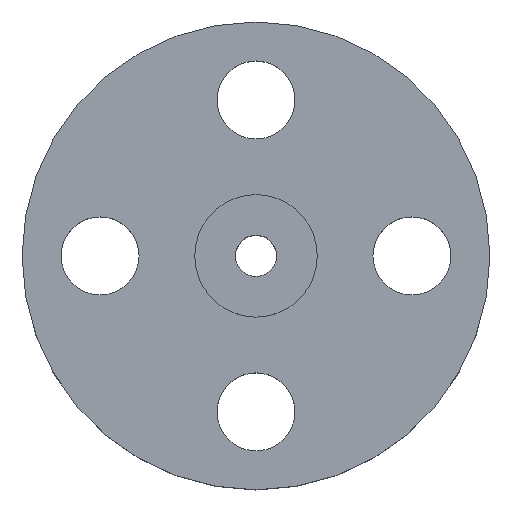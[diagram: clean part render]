
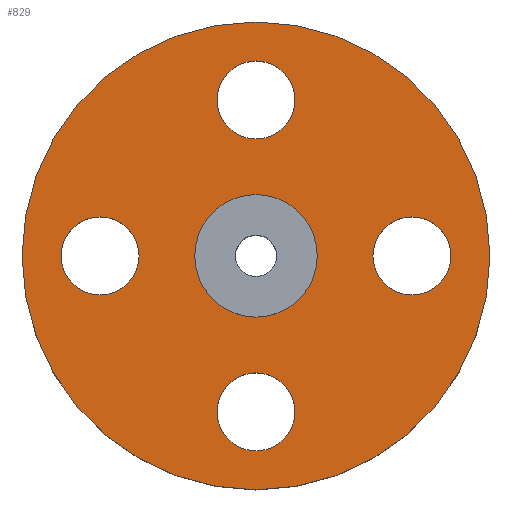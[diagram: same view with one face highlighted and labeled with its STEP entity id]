
A CAD part, top view. The second image highlights one B-rep face of the part: STEP entity #829.
In plain terms, the highlighted planar face has unit normal (0, 0, 1).
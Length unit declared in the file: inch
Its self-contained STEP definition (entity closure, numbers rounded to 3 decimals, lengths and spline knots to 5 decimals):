
#1 = DIRECTION ( 'NONE',  ( 0., 0., -1. ) ) ;
#8 = ORIENTED_EDGE ( 'NONE', *, *, #221, .F. ) ;
#21 = ORIENTED_EDGE ( 'NONE', *, *, #532, .F. ) ;
#22 = ORIENTED_EDGE ( 'NONE', *, *, #318, .T. ) ;
#33 = EDGE_CURVE ( 'NONE', #293, #219, #453, .T. ) ;
#39 = AXIS2_PLACEMENT_3D ( 'NONE', #177, #446, #836 ) ;
#51 = AXIS2_PLACEMENT_3D ( 'NONE', #77, #348, #639 ) ;
#53 = DIRECTION ( 'NONE',  ( -1., 0., 0. ) ) ;
#56 = EDGE_LOOP ( 'NONE', ( #395, #541 ) ) ;
#64 = DIRECTION ( 'NONE',  ( 1., 0., 0. ) ) ;
#72 = DIRECTION ( 'NONE',  ( 1., 0., 0. ) ) ;
#77 = CARTESIAN_POINT ( 'NONE',  ( -1.75, 0., -0.25 ) ) ;
#85 = VERTEX_POINT ( 'NONE', #278 ) ;
#94 = EDGE_CURVE ( 'NONE', #186, #695, #284, .T. ) ;
#99 = CARTESIAN_POINT ( 'NONE',  ( -0.6875, 0., -0.25 ) ) ;
#104 = DIRECTION ( 'NONE',  ( 0., 0., 1. ) ) ;
#113 = EDGE_CURVE ( 'NONE', #159, #204, #266, .T. ) ;
#121 = FACE_BOUND ( 'NONE', #168, .T. ) ;
#134 = CARTESIAN_POINT ( 'NONE',  ( 0., 0., -0.25 ) ) ;
#140 = ORIENTED_EDGE ( 'NONE', *, *, #33, .F. ) ;
#141 = EDGE_LOOP ( 'NONE', ( #682, #560 ) ) ;
#159 = VERTEX_POINT ( 'NONE', #99 ) ;
#168 = EDGE_LOOP ( 'NONE', ( #21, #760 ) ) ;
#173 = CIRCLE ( 'NONE', #472, 0.4375 ) ;
#174 = ORIENTED_EDGE ( 'NONE', *, *, #229, .T. ) ;
#177 = CARTESIAN_POINT ( 'NONE',  ( 1.75, 0., -0.25 ) ) ;
#179 = DIRECTION ( 'NONE',  ( 0., 0., 1. ) ) ;
#186 = VERTEX_POINT ( 'NONE', #580 ) ;
#194 = EDGE_LOOP ( 'NONE', ( #277, #140 ) ) ;
#203 = DIRECTION ( 'NONE',  ( 0., 0., 1. ) ) ;
#204 = VERTEX_POINT ( 'NONE', #655 ) ;
#213 = DIRECTION ( 'NONE',  ( 0., -1., 0. ) ) ;
#215 = EDGE_CURVE ( 'NONE', #698, #689, #386, .T. ) ;
#219 = VERTEX_POINT ( 'NONE', #382 ) ;
#221 = EDGE_CURVE ( 'NONE', #689, #698, #811, .T. ) ;
#229 = EDGE_CURVE ( 'NONE', #820, #701, #731, .T. ) ;
#252 = CARTESIAN_POINT ( 'NONE',  ( -1.75, 0., -0.25 ) ) ;
#266 = CIRCLE ( 'NONE', #759, 0.6875 ) ;
#268 = AXIS2_PLACEMENT_3D ( 'NONE', #739, #325, #598 ) ;
#272 = DIRECTION ( 'NONE',  ( 0., 0., 1. ) ) ;
#277 = ORIENTED_EDGE ( 'NONE', *, *, #675, .F. ) ;
#278 = CARTESIAN_POINT ( 'NONE',  ( 0.4375, 1.75, -0.25 ) ) ;
#282 = AXIS2_PLACEMENT_3D ( 'NONE', #629, #272, #752 ) ;
#284 = CIRCLE ( 'NONE', #51, 0.4375 ) ;
#293 = VERTEX_POINT ( 'NONE', #670 ) ;
#295 = DIRECTION ( 'NONE',  ( 1., 0., 0. ) ) ;
#318 = EDGE_CURVE ( 'NONE', #701, #820, #413, .T. ) ;
#324 = FACE_OUTER_BOUND ( 'NONE', #806, .T. ) ;
#325 = DIRECTION ( 'NONE',  ( 0., 0., 1. ) ) ;
#330 = DIRECTION ( 'NONE',  ( 0., 0., 1. ) ) ;
#336 = DIRECTION ( 'NONE',  ( 0., 0., 1. ) ) ;
#339 = DIRECTION ( 'NONE',  ( 0., 0., 1. ) ) ;
#344 = CIRCLE ( 'NONE', #744, 0.4375 ) ;
#348 = DIRECTION ( 'NONE',  ( 0., 0., 1. ) ) ;
#370 = EDGE_CURVE ( 'NONE', #85, #447, #344, .T. ) ;
#373 = CIRCLE ( 'NONE', #268, 0.4375 ) ;
#382 = CARTESIAN_POINT ( 'NONE',  ( 0.4375, -1.75, -0.25 ) ) ;
#384 = FACE_BOUND ( 'NONE', #56, .T. ) ;
#386 = CIRCLE ( 'NONE', #39, 0.4375 ) ;
#388 = ORIENTED_EDGE ( 'NONE', *, *, #215, .F. ) ;
#393 = CARTESIAN_POINT ( 'NONE',  ( 2.1875, 0., -0.25 ) ) ;
#395 = ORIENTED_EDGE ( 'NONE', *, *, #370, .F. ) ;
#403 = CARTESIAN_POINT ( 'NONE',  ( 0., 0., -0.25 ) ) ;
#411 = CARTESIAN_POINT ( 'NONE',  ( 0., 1.75, -0.25 ) ) ;
#413 = CIRCLE ( 'NONE', #663, 2.625 ) ;
#440 = AXIS2_PLACEMENT_3D ( 'NONE', #579, #104, #295 ) ;
#442 = AXIS2_PLACEMENT_3D ( 'NONE', #252, #179, #529 ) ;
#446 = DIRECTION ( 'NONE',  ( 0., 0., 1. ) ) ;
#447 = VERTEX_POINT ( 'NONE', #617 ) ;
#451 = FACE_BOUND ( 'NONE', #755, .T. ) ;
#453 = CIRCLE ( 'NONE', #282, 0.4375 ) ;
#456 = EDGE_CURVE ( 'NONE', #447, #85, #173, .T. ) ;
#458 = AXIS2_PLACEMENT_3D ( 'NONE', #791, #1, #53 ) ;
#459 = CARTESIAN_POINT ( 'NONE',  ( 1.3125, 0., -0.25 ) ) ;
#463 = PLANE ( 'NONE',  #458 ) ;
#469 = DIRECTION ( 'NONE',  ( -1., 0., 0. ) ) ;
#472 = AXIS2_PLACEMENT_3D ( 'NONE', #754, #203, #213 ) ;
#476 = DIRECTION ( 'NONE',  ( 0., 0., 1. ) ) ;
#521 = FACE_BOUND ( 'NONE', #141, .T. ) ;
#527 = DIRECTION ( 'NONE',  ( 0., 0., 1. ) ) ;
#529 = DIRECTION ( 'NONE',  ( 1., 0., 0. ) ) ;
#532 = EDGE_CURVE ( 'NONE', #204, #159, #604, .T. ) ;
#541 = ORIENTED_EDGE ( 'NONE', *, *, #456, .F. ) ;
#552 = DIRECTION ( 'NONE',  ( 0., -1., 0. ) ) ;
#560 = ORIENTED_EDGE ( 'NONE', *, *, #849, .F. ) ;
#579 = CARTESIAN_POINT ( 'NONE',  ( 0., 0., -0.25 ) ) ;
#580 = CARTESIAN_POINT ( 'NONE',  ( -1.3125, 0., -0.25 ) ) ;
#587 = CARTESIAN_POINT ( 'NONE',  ( -2.625, 0., -0.25 ) ) ;
#598 = DIRECTION ( 'NONE',  ( 0., 1., 0. ) ) ;
#604 = CIRCLE ( 'NONE', #440, 0.6875 ) ;
#617 = CARTESIAN_POINT ( 'NONE',  ( -0.4375, 1.75, -0.25 ) ) ;
#629 = CARTESIAN_POINT ( 'NONE',  ( 0., -1.75, -0.25 ) ) ;
#639 = DIRECTION ( 'NONE',  ( 1., 0., 0. ) ) ;
#655 = CARTESIAN_POINT ( 'NONE',  ( 0.6875, 0., -0.25 ) ) ;
#663 = AXIS2_PLACEMENT_3D ( 'NONE', #403, #336, #673 ) ;
#670 = CARTESIAN_POINT ( 'NONE',  ( -0.4375, -1.75, -0.25 ) ) ;
#672 = CARTESIAN_POINT ( 'NONE',  ( 2.625, 0., -0.25 ) ) ;
#673 = DIRECTION ( 'NONE',  ( 1., 0., 0. ) ) ;
#675 = EDGE_CURVE ( 'NONE', #219, #293, #373, .T. ) ;
#682 = ORIENTED_EDGE ( 'NONE', *, *, #94, .F. ) ;
#689 = VERTEX_POINT ( 'NONE', #459 ) ;
#694 = AXIS2_PLACEMENT_3D ( 'NONE', #772, #330, #469 ) ;
#695 = VERTEX_POINT ( 'NONE', #735 ) ;
#698 = VERTEX_POINT ( 'NONE', #393 ) ;
#701 = VERTEX_POINT ( 'NONE', #672 ) ;
#711 = CIRCLE ( 'NONE', #442, 0.4375 ) ;
#731 = CIRCLE ( 'NONE', #798, 2.625 ) ;
#735 = CARTESIAN_POINT ( 'NONE',  ( -2.1875, 0., -0.25 ) ) ;
#739 = CARTESIAN_POINT ( 'NONE',  ( 0., -1.75, -0.25 ) ) ;
#744 = AXIS2_PLACEMENT_3D ( 'NONE', #411, #339, #552 ) ;
#752 = DIRECTION ( 'NONE',  ( 0., 1., 0. ) ) ;
#754 = CARTESIAN_POINT ( 'NONE',  ( 0., 1.75, -0.25 ) ) ;
#755 = EDGE_LOOP ( 'NONE', ( #388, #8 ) ) ;
#759 = AXIS2_PLACEMENT_3D ( 'NONE', #814, #476, #72 ) ;
#760 = ORIENTED_EDGE ( 'NONE', *, *, #113, .F. ) ;
#772 = CARTESIAN_POINT ( 'NONE',  ( 1.75, 0., -0.25 ) ) ;
#791 = CARTESIAN_POINT ( 'NONE',  ( 0., 0.6875, -0.25 ) ) ;
#798 = AXIS2_PLACEMENT_3D ( 'NONE', #134, #527, #64 ) ;
#806 = EDGE_LOOP ( 'NONE', ( #22, #174 ) ) ;
#811 = CIRCLE ( 'NONE', #694, 0.4375 ) ;
#814 = CARTESIAN_POINT ( 'NONE',  ( 0., 0., -0.25 ) ) ;
#820 = VERTEX_POINT ( 'NONE', #587 ) ;
#829 = ADVANCED_FACE ( 'NONE', ( #384, #451, #853, #521, #121, #324 ), #463, .F. ) ;
#836 = DIRECTION ( 'NONE',  ( -1., 0., 0. ) ) ;
#849 = EDGE_CURVE ( 'NONE', #695, #186, #711, .T. ) ;
#853 = FACE_BOUND ( 'NONE', #194, .T. ) ;
